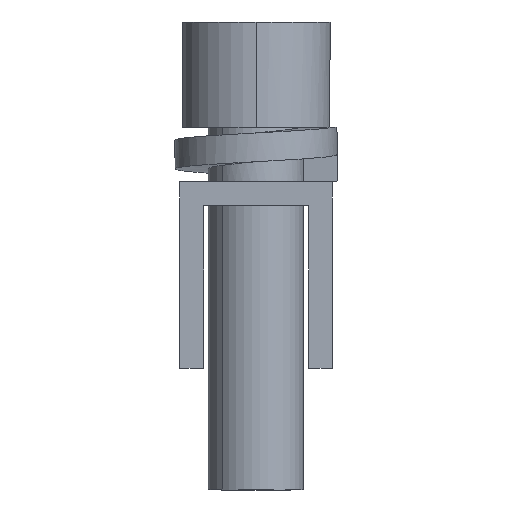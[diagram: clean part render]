
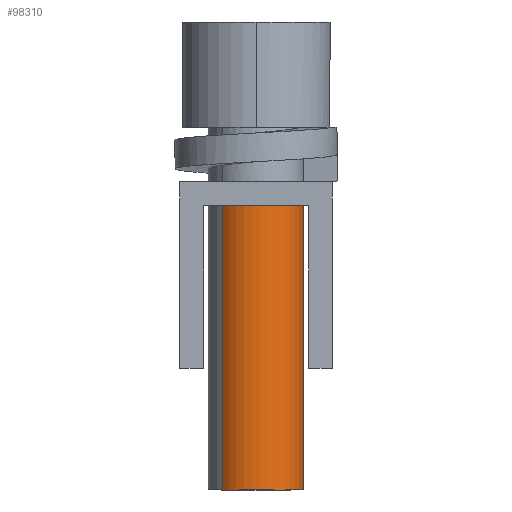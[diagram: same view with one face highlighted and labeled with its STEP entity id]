
A CAD part, left-side view. The second image highlights one B-rep face of the part: STEP entity #98310.
In plain terms, the highlighted cylindrical face has radius 2 mm (diameter 4 mm), a partial arc.
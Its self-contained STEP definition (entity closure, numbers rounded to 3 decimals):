
#94900=CARTESIAN_POINT('',(10.7,8.186,
0.));
#94910=DIRECTION('',(0.,-1.,0.));
#94920=DIRECTION('',(-0.707,0.,-0.707));
#94930=AXIS2_PLACEMENT_3D('',#94900,#94910,#94920);
#94940=CIRCLE('',#94930,2.);
#94950=CARTESIAN_POINT('',(9.286,8.186,
-1.414));
#94960=VERTEX_POINT('',#94950);
#94970=CARTESIAN_POINT('',(12.114,8.186,
1.414));
#94980=VERTEX_POINT('',#94970);
#95010=EDGE_CURVE('',#94980,#94960,#94940,.T.);
#98000=CARTESIAN_POINT('',(10.7,16.036,
0.));
#98010=DIRECTION('',(0.,-1.,0.));
#98020=DIRECTION('',(-0.707,0.,-0.707));
#98030=AXIS2_PLACEMENT_3D('',#98000,#98010,#98020);
#98040=CYLINDRICAL_SURFACE('',#98030,2.);
#98050=CARTESIAN_POINT('',(12.114,16.036,
1.414));
#98060=DIRECTION('',(0.,-1.,0.));
#98070=VECTOR('',#98060,1.);
#98080=LINE('',#98050,#98070);
#98090=CARTESIAN_POINT('',(12.114,20.086,
1.414));
#98100=VERTEX_POINT('',#98090);
#98110=EDGE_CURVE('',#98100,#94980,#98080,.T.);
#98120=ORIENTED_EDGE('',*,*,#98110,.F.);
#98130=ORIENTED_EDGE('',*,*,#95010,.F.);
#98140=CARTESIAN_POINT('',(9.286,16.036,
-1.414));
#98150=DIRECTION('',(0.,-1.,0.));
#98160=VECTOR('',#98150,1.);
#98170=LINE('',#98140,#98160);
#98180=CARTESIAN_POINT('',(9.286,20.086,
-1.414));
#98190=VERTEX_POINT('',#98180);
#98200=EDGE_CURVE('',#98190,#94960,#98170,.T.);
#98210=ORIENTED_EDGE('',*,*,#98200,.T.);
#98220=CARTESIAN_POINT('',(10.7,20.086,
0.));
#98230=DIRECTION('',(0.,-1.,0.));
#98240=DIRECTION('',(-0.707,0.,
-0.707));
#98250=AXIS2_PLACEMENT_3D('',#98220,#98230,#98240);
#98260=CIRCLE('',#98250,2.);
#98270=EDGE_CURVE('',#98100,#98190,#98260,.T.);
#98280=ORIENTED_EDGE('',*,*,#98270,.T.);
#98290=EDGE_LOOP('',(#98280,#98210,#98130,#98120));
#98300=FACE_OUTER_BOUND('',#98290,.T.);
#98310=ADVANCED_FACE('',(#98300),#98040,.T.);
